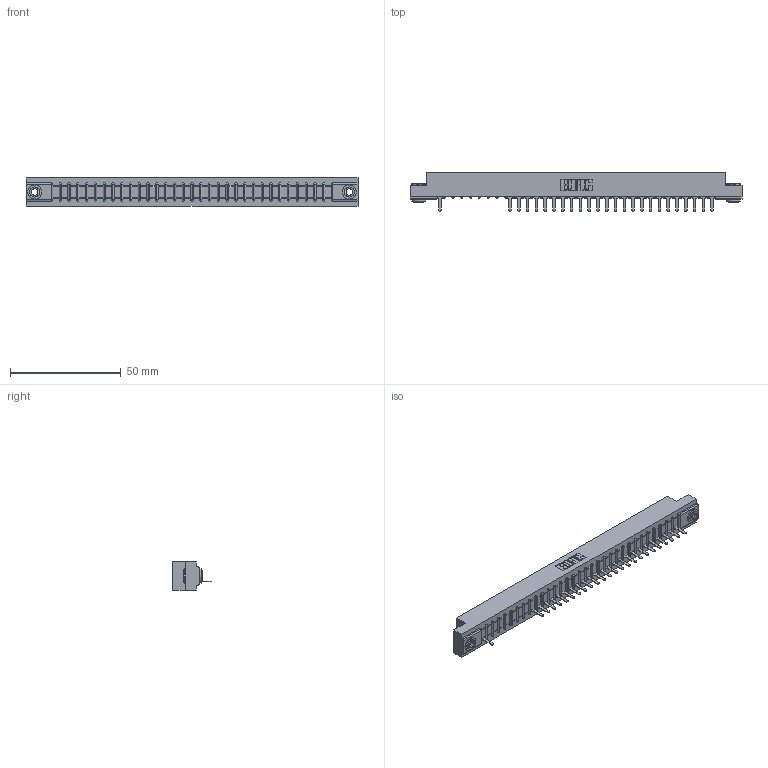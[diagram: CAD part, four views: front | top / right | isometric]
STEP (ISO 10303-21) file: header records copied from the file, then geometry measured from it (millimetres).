
FILE_DESCRIPTION (( 'STEP AP203' ), '1' );
FILE_NAME ('307-032-525-103.STEP', '2018-08-04T21:14:03', ( '' ), ( '' ), 'SwSTEP 2.0', 'SolidWorks 2016', '' );
FILE_SCHEMA (( 'CONFIG_CONTROL_DESIGN' ));
Length unit declared in the file: inch
Products named in the file (4): 307 Part_.156 Dia Mounting Holes; 307-290-001_525; 345-250-002_345-250-002-102; 307-032-525-103
Assembly tree (28 placements, depth 2):
  307-032-525-103
    307 Part_.156 Dia Mounting Holes
    307-290-001_525  x25
    345-250-002_345-250-002-102  x2
Bounding box: 149.81 x 17.42 x 12.7 mm (x, y, z)
Volume: 15375.4 mm3; surface area: 15593.7 mm2
Topology: 28 solids, 28 shells, 1743 faces, 4933 edges, 3162 vertices
Faces by surface type: plane 1103, cylinder 566, sphere 66, cone 8
Entity records: 29475 total; most frequent: CARTESIAN_POINT 4970, ORIENTED_EDGE 4954, DIRECTION 4847, EDGE_CURVE 2477, VECTOR 1889, LINE 1889, VERTEX_POINT 1602, AXIS2_PLACEMENT_3D 1479
